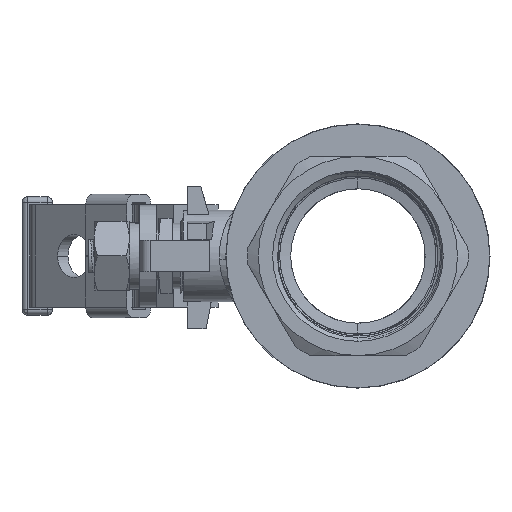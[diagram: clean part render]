
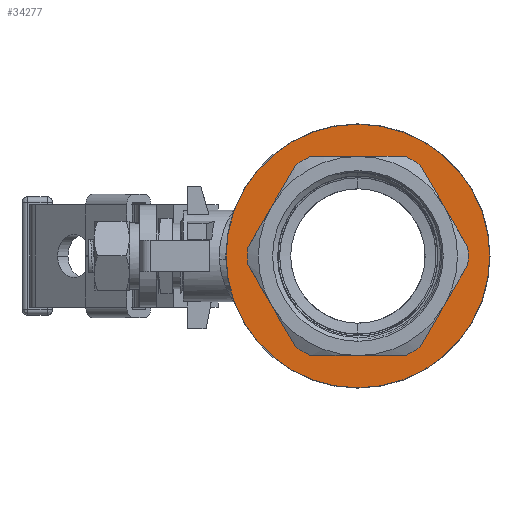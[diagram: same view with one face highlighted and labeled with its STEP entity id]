
A CAD part, left-side view. The second image highlights one B-rep face of the part: STEP entity #34277.
In plain terms, the highlighted face is planar.
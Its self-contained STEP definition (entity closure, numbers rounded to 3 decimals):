
#347 = ORIENTED_EDGE ( 'NONE', *, *, #16619, .F. ) ;
#562 = EDGE_CURVE ( 'NONE', #30963, #36016, #29689, .T. ) ;
#1295 = CARTESIAN_POINT ( 'NONE',  ( 0., -1.337, 0. ) ) ;
#1472 = DIRECTION ( 'NONE',  ( -0.5, 0., 0.866 ) ) ;
#1918 = FACE_OUTER_BOUND ( 'NONE', #7400, .T. ) ;
#1950 = CARTESIAN_POINT ( 'NONE',  ( 0., -1.337, 0. ) ) ;
#2194 = CARTESIAN_POINT ( 'NONE',  ( -11.606, -1.337, 16.899 ) ) ;
#2238 = CIRCLE ( 'NONE', #2514, 24.5 ) ;
#2257 = DIRECTION ( 'NONE',  ( 0., 0., 1. ) ) ;
#2424 = CARTESIAN_POINT ( 'NONE',  ( 0., -1.337, 0. ) ) ;
#2509 = ORIENTED_EDGE ( 'NONE', *, *, #30383, .F. ) ;
#2514 = AXIS2_PLACEMENT_3D ( 'NONE', #2424, #13745, #5333 ) ;
#3286 = ORIENTED_EDGE ( 'NONE', *, *, #21125, .F. ) ;
#3415 = VERTEX_POINT ( 'NONE', #7219 ) ;
#3714 = ORIENTED_EDGE ( 'NONE', *, *, #15799, .F. ) ;
#3881 = AXIS2_PLACEMENT_3D ( 'NONE', #1295, #24093, #29819 ) ;
#4724 = DIRECTION ( 'NONE',  ( 0., 1., 0. ) ) ;
#5266 = DIRECTION ( 'NONE',  ( 1., 0., 0. ) ) ;
#5333 = DIRECTION ( 'NONE',  ( 0., 0., 1. ) ) ;
#5538 = CIRCLE ( 'NONE', #5647, 20.5 ) ;
#5615 = CARTESIAN_POINT ( 'NONE',  ( 24.5, -1.337, 0. ) ) ;
#5647 = AXIS2_PLACEMENT_3D ( 'NONE', #14895, #12399, #17795 ) ;
#5677 = CARTESIAN_POINT ( 'NONE',  ( 8.832, -1.337, -18.5 ) ) ;
#6354 = DIRECTION ( 'NONE',  ( 0.5, 0., -0.866 ) ) ;
#6403 = AXIS2_PLACEMENT_3D ( 'NONE', #17004, #36949, #11334 ) ;
#6640 = CARTESIAN_POINT ( 'NONE',  ( 11.606, -1.337, -16.899 ) ) ;
#7026 = CARTESIAN_POINT ( 'NONE',  ( -16.021, -1.337, -9.25 ) ) ;
#7219 = CARTESIAN_POINT ( 'NONE',  ( 20.437, -1.337, -1.601 ) ) ;
#7374 = CARTESIAN_POINT ( 'NONE',  ( -8.832, -1.337, 18.5 ) ) ;
#7400 = EDGE_LOOP ( 'NONE', ( #14454, #19107 ) ) ;
#7704 = DIRECTION ( 'NONE',  ( 0., 1., 0. ) ) ;
#7752 = DIRECTION ( 'NONE',  ( 0., 0., 1. ) ) ;
#7971 = EDGE_LOOP ( 'NONE', ( #347, #29356, #32893, #3714, #18389, #20517, #35189, #2509, #14065, #28373, #26721, #3286 ) ) ;
#8226 = CARTESIAN_POINT ( 'NONE',  ( 8.832, -1.337, 18.5 ) ) ;
#8484 = CARTESIAN_POINT ( 'NONE',  ( 0., -1.337, 24.5 ) ) ;
#8487 = CARTESIAN_POINT ( 'NONE',  ( 0., -1.337, 0. ) ) ;
#8692 = VERTEX_POINT ( 'NONE', #14858 ) ;
#8719 = DIRECTION ( 'NONE',  ( 0., 1., 0. ) ) ;
#8888 = CARTESIAN_POINT ( 'NONE',  ( 16.021, -1.337, 9.25 ) ) ;
#9275 = CIRCLE ( 'NONE', #6403, 24.5 ) ;
#9579 = VECTOR ( 'NONE', #10970, 1000. ) ;
#9966 = DIRECTION ( 'NONE',  ( -0.5, 0., -0.866 ) ) ;
#10970 = DIRECTION ( 'NONE',  ( -1., 0., 0. ) ) ;
#11012 = VERTEX_POINT ( 'NONE', #5677 ) ;
#11023 = PLANE ( 'NONE',  #24626 ) ;
#11067 = DIRECTION ( 'NONE',  ( 0., 1., 0. ) ) ;
#11146 = CIRCLE ( 'NONE', #35926, 20.5 ) ;
#11154 = DIRECTION ( 'NONE',  ( 0., 0., -1. ) ) ;
#11276 = DIRECTION ( 'NONE',  ( 0., -1., 0. ) ) ;
#11334 = DIRECTION ( 'NONE',  ( 0., 0., 1. ) ) ;
#11812 = EDGE_CURVE ( 'NONE', #21048, #20480, #2238, .T. ) ;
#11889 = VERTEX_POINT ( 'NONE', #2194 ) ;
#11971 = VECTOR ( 'NONE', #6354, 1000. ) ;
#12399 = DIRECTION ( 'NONE',  ( 0., 1., 0. ) ) ;
#13014 = CARTESIAN_POINT ( 'NONE',  ( -11.606, -1.337, -16.899 ) ) ;
#13166 = CIRCLE ( 'NONE', #3881, 20.5 ) ;
#13745 = DIRECTION ( 'NONE',  ( 0., -1., 0. ) ) ;
#13799 = LINE ( 'NONE', #27058, #16011 ) ;
#14054 = EDGE_CURVE ( 'NONE', #36016, #19917, #11146, .T. ) ;
#14065 = ORIENTED_EDGE ( 'NONE', *, *, #32791, .F. ) ;
#14408 = AXIS2_PLACEMENT_3D ( 'NONE', #8487, #8719, #36725 ) ;
#14454 = ORIENTED_EDGE ( 'NONE', *, *, #11812, .F. ) ;
#14858 = CARTESIAN_POINT ( 'NONE',  ( -8.832, -1.337, -18.5 ) ) ;
#14895 = CARTESIAN_POINT ( 'NONE',  ( 0., -1.337, 0. ) ) ;
#15552 = LINE ( 'NONE', #33527, #32947 ) ;
#15799 = EDGE_CURVE ( 'NONE', #19917, #16587, #26294, .T. ) ;
#16011 = VECTOR ( 'NONE', #9966, 1000. ) ;
#16587 = VERTEX_POINT ( 'NONE', #21391 ) ;
#16619 = EDGE_CURVE ( 'NONE', #29385, #11012, #30748, .T. ) ;
#16879 = EDGE_CURVE ( 'NONE', #16587, #3415, #22231, .T. ) ;
#17004 = CARTESIAN_POINT ( 'NONE',  ( 0., -1.337, 0. ) ) ;
#17795 = DIRECTION ( 'NONE',  ( 0., 0., 1. ) ) ;
#17959 = VERTEX_POINT ( 'NONE', #26998 ) ;
#18389 = ORIENTED_EDGE ( 'NONE', *, *, #14054, .F. ) ;
#18731 = CARTESIAN_POINT ( 'NONE',  ( -20.437, -1.337, -1.601 ) ) ;
#19049 = LINE ( 'NONE', #7026, #25712 ) ;
#19089 = CARTESIAN_POINT ( 'NONE',  ( 0., -1.337, 0. ) ) ;
#19107 = ORIENTED_EDGE ( 'NONE', *, *, #27895, .F. ) ;
#19917 = VERTEX_POINT ( 'NONE', #28572 ) ;
#20350 = VERTEX_POINT ( 'NONE', #13014 ) ;
#20480 = VERTEX_POINT ( 'NONE', #22732 ) ;
#20517 = ORIENTED_EDGE ( 'NONE', *, *, #562, .F. ) ;
#21048 = VERTEX_POINT ( 'NONE', #8484 ) ;
#21125 = EDGE_CURVE ( 'NONE', #11012, #8692, #33278, .T. ) ;
#21189 = FACE_BOUND ( 'NONE', #7971, .T. ) ;
#21391 = CARTESIAN_POINT ( 'NONE',  ( 20.437, -1.337, 1.601 ) ) ;
#21414 = EDGE_CURVE ( 'NONE', #8692, #20350, #13166, .T. ) ;
#22096 = VECTOR ( 'NONE', #5266, 1000. ) ;
#22231 = CIRCLE ( 'NONE', #14408, 20.5 ) ;
#22716 = CARTESIAN_POINT ( 'NONE',  ( 0., -1.337, -18.5 ) ) ;
#22732 = CARTESIAN_POINT ( 'NONE',  ( 0., -1.337, -24.5 ) ) ;
#23158 = AXIS2_PLACEMENT_3D ( 'NONE', #19089, #7704, #2257 ) ;
#24093 = DIRECTION ( 'NONE',  ( 0., 1., 0. ) ) ;
#24626 = AXIS2_PLACEMENT_3D ( 'NONE', #5615, #11276, #11154 ) ;
#25712 = VECTOR ( 'NONE', #1472, 1000. ) ;
#26294 = LINE ( 'NONE', #8888, #11971 ) ;
#26721 = ORIENTED_EDGE ( 'NONE', *, *, #21414, .F. ) ;
#26998 = CARTESIAN_POINT ( 'NONE',  ( -20.437, -1.337, 1.601 ) ) ;
#27058 = CARTESIAN_POINT ( 'NONE',  ( 16.021, -1.337, -9.25 ) ) ;
#27895 = EDGE_CURVE ( 'NONE', #20480, #21048, #9275, .T. ) ;
#28129 = EDGE_CURVE ( 'NONE', #3415, #29385, #13799, .T. ) ;
#28296 = DIRECTION ( 'NONE',  ( 0., 0., 1. ) ) ;
#28373 = ORIENTED_EDGE ( 'NONE', *, *, #32223, .F. ) ;
#28424 = VERTEX_POINT ( 'NONE', #18731 ) ;
#28510 = AXIS2_PLACEMENT_3D ( 'NONE', #1950, #4724, #7752 ) ;
#28572 = CARTESIAN_POINT ( 'NONE',  ( 11.606, -1.337, 16.899 ) ) ;
#29356 = ORIENTED_EDGE ( 'NONE', *, *, #28129, .F. ) ;
#29385 = VERTEX_POINT ( 'NONE', #6640 ) ;
#29689 = LINE ( 'NONE', #31124, #22096 ) ;
#29819 = DIRECTION ( 'NONE',  ( 0., 0., 1. ) ) ;
#30203 = CIRCLE ( 'NONE', #23158, 20.5 ) ;
#30383 = EDGE_CURVE ( 'NONE', #17959, #11889, #15552, .T. ) ;
#30748 = CIRCLE ( 'NONE', #28510, 20.5 ) ;
#30963 = VERTEX_POINT ( 'NONE', #7374 ) ;
#31124 = CARTESIAN_POINT ( 'NONE',  ( 0., -1.337, 18.5 ) ) ;
#31763 = EDGE_CURVE ( 'NONE', #11889, #30963, #30203, .T. ) ;
#32223 = EDGE_CURVE ( 'NONE', #20350, #28424, #19049, .T. ) ;
#32791 = EDGE_CURVE ( 'NONE', #28424, #17959, #5538, .T. ) ;
#32893 = ORIENTED_EDGE ( 'NONE', *, *, #16879, .F. ) ;
#32947 = VECTOR ( 'NONE', #35918, 1000. ) ;
#33278 = LINE ( 'NONE', #22716, #9579 ) ;
#33527 = CARTESIAN_POINT ( 'NONE',  ( -16.021, -1.337, 9.25 ) ) ;
#33804 = CARTESIAN_POINT ( 'NONE',  ( 0., -1.337, 0. ) ) ;
#34277 = ADVANCED_FACE ( 'NONE', ( #1918, #21189 ), #11023, .F. ) ;
#35189 = ORIENTED_EDGE ( 'NONE', *, *, #31763, .F. ) ;
#35918 = DIRECTION ( 'NONE',  ( 0.5, 0., 0.866 ) ) ;
#35926 = AXIS2_PLACEMENT_3D ( 'NONE', #33804, #11067, #28296 ) ;
#36016 = VERTEX_POINT ( 'NONE', #8226 ) ;
#36725 = DIRECTION ( 'NONE',  ( 0., 0., 1. ) ) ;
#36949 = DIRECTION ( 'NONE',  ( 0., -1., 0. ) ) ;
